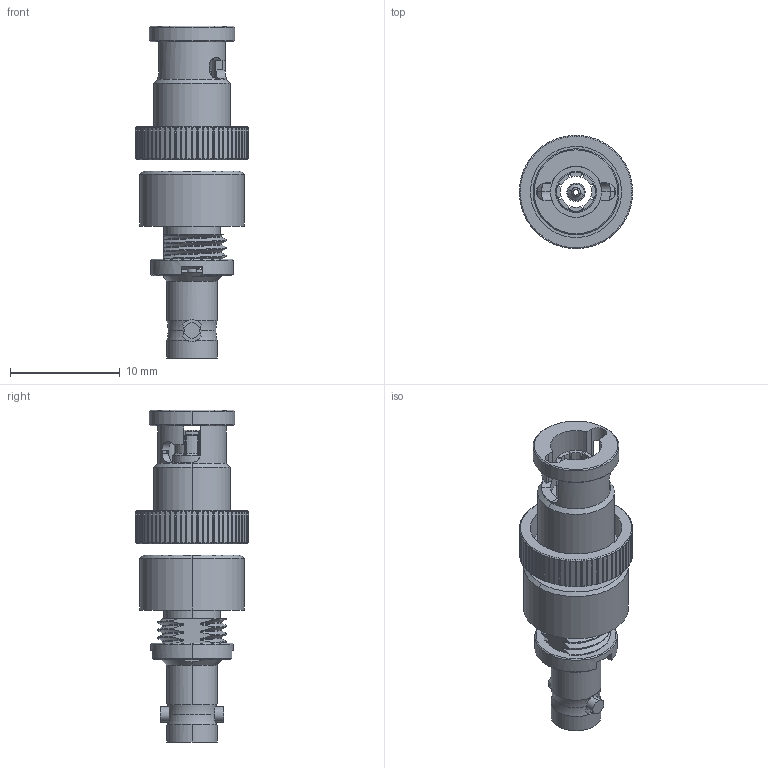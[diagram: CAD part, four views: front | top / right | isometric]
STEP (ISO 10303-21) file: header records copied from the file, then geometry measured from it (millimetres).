
FILE_DESCRIPTION (( 'STEP AP214' ), '1' );
FILE_NAME ('67-511-B66.STEP', '2024-07-31T08:37:32', ( '' ), ( '' ), 'SwSTEP 2.0', 'SolidWorks 2023', '' );
FILE_SCHEMA (( 'AUTOMOTIVE_DESIGN' ));
Length unit declared in the file: millimetre
Products named in the file (1): 67-511-B66
Bounding box: 10.3 x 10.3 x 30.19 mm (x, y, z)
Surface area: 1393.7 mm2 (no closed solid volume)
Topology: 0 solids, 9 shells, 537 faces, 1361 edges, 819 vertices
Faces by surface type: plane 188, cone 168, cylinder 150, bspline 25, torus 6
Entity records: 20288 total; most frequent: CARTESIAN_POINT 8291, ORIENTED_EDGE 2567, DIRECTION 2385, EDGE_CURVE 1361, AXIS2_PLACEMENT_3D 983, VERTEX_POINT 819, EDGE_LOOP 550, FACE_OUTER_BOUND 537
